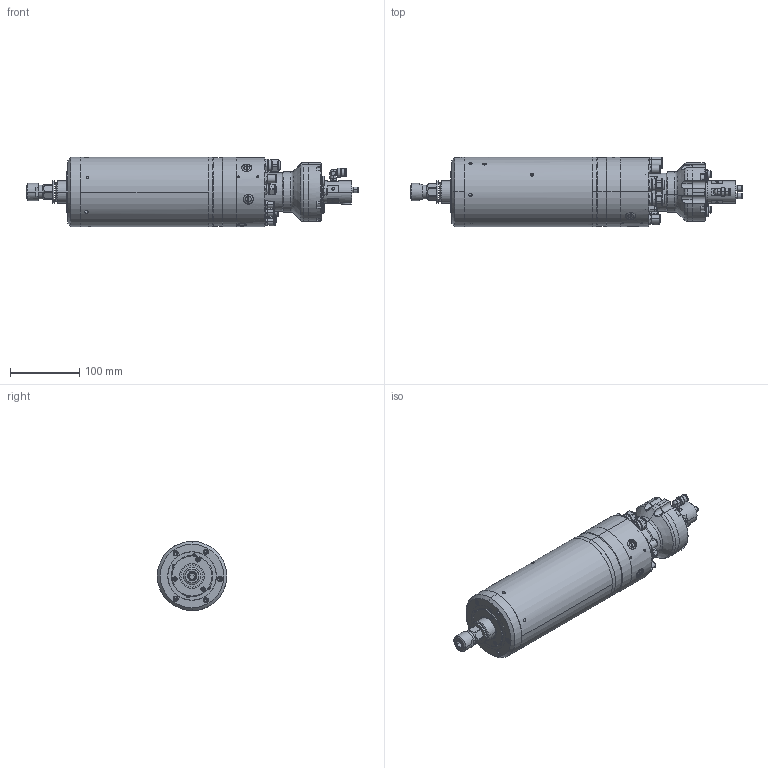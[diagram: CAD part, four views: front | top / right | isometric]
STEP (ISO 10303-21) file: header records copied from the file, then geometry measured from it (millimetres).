
FILE_DESCRIPTION (( 'STEP AP203' ), '1' );
FILE_NAME ('100A45HKW-01-.STEP', '2016-04-12T07:53:03', ( '' ), ( '' ), 'SwSTEP 2.0', 'SolidWorks 2014', '' );
FILE_SCHEMA (( 'CONFIG_CONTROL_DESIGN' ));
Length unit declared in the file: millimetre
Products named in the file (1): 100A45HKW-01-
Bounding box: 479.86 x 100.1 x 100 mm (x, y, z)
Surface area: 183810.4 mm2 (no closed solid volume)
Topology: 0 solids, 114 shells, 1178 faces, 3504 edges, 2437 vertices
Faces by surface type: plane 480, cylinder 459, cone 138, torus 93, sphere 7, bspline 1
Entity records: 42131 total; most frequent: CARTESIAN_POINT 9697, DIRECTION 7363, ORIENTED_EDGE 5740, EDGE_CURVE 3480, AXIS2_PLACEMENT_3D 2889, VERTEX_POINT 2437, CIRCLE 1711, VECTOR 1585
